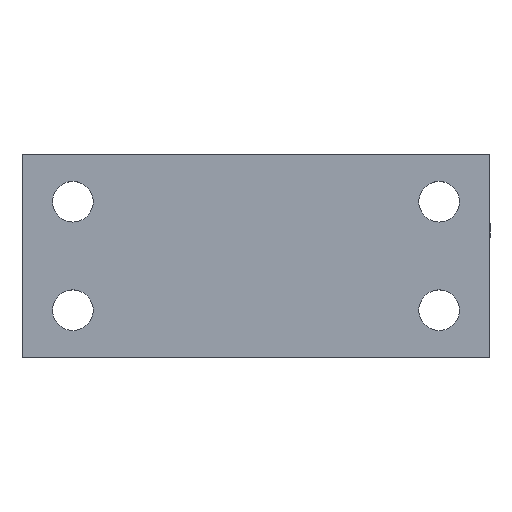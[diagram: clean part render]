
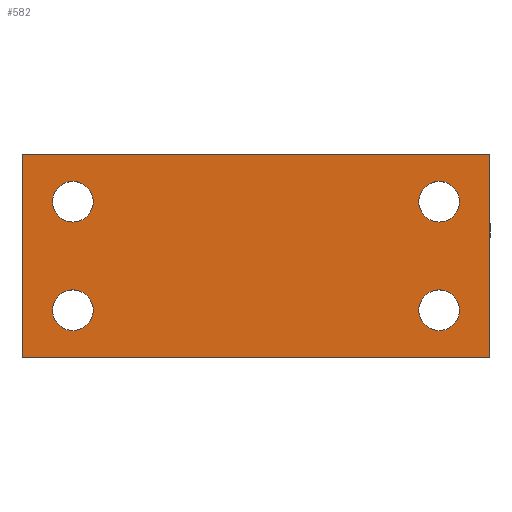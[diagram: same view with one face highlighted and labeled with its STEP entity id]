
A CAD part, top view. The second image highlights one B-rep face of the part: STEP entity #582.
In plain terms, the highlighted planar face has unit normal (0, 0, 1).
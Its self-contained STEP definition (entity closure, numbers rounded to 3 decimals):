
#9 = CIRCLE ( 'NONE', #336, 1.5 ) ;
#11 = ORIENTED_EDGE ( 'NONE', *, *, #408, .T. ) ;
#13 = EDGE_CURVE ( 'NONE', #186, #358, #731, .T. ) ;
#18 = DIRECTION ( 'NONE',  ( -1., 0., 0. ) ) ;
#35 = CARTESIAN_POINT ( 'NONE',  ( -30.5, 92.5, 75. ) ) ;
#37 = VERTEX_POINT ( 'NONE', #505 ) ;
#40 = AXIS2_PLACEMENT_3D ( 'NONE', #51, #624, #265 ) ;
#41 = CARTESIAN_POINT ( 'NONE',  ( -61.25, 96., 75. ) ) ;
#42 = ORIENTED_EDGE ( 'NONE', *, *, #13, .T. ) ;
#43 = CARTESIAN_POINT ( 'NONE',  ( -34.25, 96., 75. ) ) ;
#51 = CARTESIAN_POINT ( 'NONE',  ( -34.25, 104., 75. ) ) ;
#62 = EDGE_LOOP ( 'NONE', ( #652, #706 ) ) ;
#64 = DIRECTION ( 'NONE',  ( 1., 0., 0. ) ) ;
#71 = AXIS2_PLACEMENT_3D ( 'NONE', #43, #129, #148 ) ;
#86 = ORIENTED_EDGE ( 'NONE', *, *, #368, .T. ) ;
#87 = CIRCLE ( 'NONE', #649, 1.5 ) ;
#90 = DIRECTION ( 'NONE',  ( 0., 0., -1. ) ) ;
#91 = EDGE_LOOP ( 'NONE', ( #466, #596 ) ) ;
#127 = EDGE_CURVE ( 'NONE', #251, #605, #526, .T. ) ;
#128 = AXIS2_PLACEMENT_3D ( 'NONE', #433, #90, #549 ) ;
#129 = DIRECTION ( 'NONE',  ( 0., 0., -1. ) ) ;
#133 = CARTESIAN_POINT ( 'NONE',  ( -65., 92.5, 75. ) ) ;
#148 = DIRECTION ( 'NONE',  ( -1., 0., 0. ) ) ;
#152 = CARTESIAN_POINT ( 'NONE',  ( -30.5, 92.5, 75. ) ) ;
#155 = EDGE_CURVE ( 'NONE', #376, #591, #87, .T. ) ;
#161 = PLANE ( 'NONE',  #581 ) ;
#172 = ORIENTED_EDGE ( 'NONE', *, *, #593, .T. ) ;
#182 = VECTOR ( 'NONE', #665, 1000. ) ;
#186 = VERTEX_POINT ( 'NONE', #274 ) ;
#190 = CARTESIAN_POINT ( 'NONE',  ( -59.75, 96., 75. ) ) ;
#207 = CARTESIAN_POINT ( 'NONE',  ( -30.5, 107.5, 75. ) ) ;
#211 = AXIS2_PLACEMENT_3D ( 'NONE', #417, #644, #18 ) ;
#214 = DIRECTION ( 'NONE',  ( 0., -1., 0. ) ) ;
#218 = FACE_BOUND ( 'NONE', #703, .T. ) ;
#222 = LINE ( 'NONE', #152, #566 ) ;
#228 = CIRCLE ( 'NONE', #304, 1.5 ) ;
#237 = CARTESIAN_POINT ( 'NONE',  ( -61.25, 104., 75. ) ) ;
#251 = VERTEX_POINT ( 'NONE', #270 ) ;
#259 = DIRECTION ( 'NONE',  ( -1., 0., 0. ) ) ;
#262 = DIRECTION ( 'NONE',  ( -1., 0., 0. ) ) ;
#265 = DIRECTION ( 'NONE',  ( -1., 0., 0. ) ) ;
#270 = CARTESIAN_POINT ( 'NONE',  ( -35.75, 104., 75. ) ) ;
#272 = CARTESIAN_POINT ( 'NONE',  ( -59.75, 104., 75. ) ) ;
#274 = CARTESIAN_POINT ( 'NONE',  ( -65., 107.5, 75. ) ) ;
#284 = DIRECTION ( 'NONE',  ( 0., 1., 0. ) ) ;
#292 = EDGE_CURVE ( 'NONE', #605, #251, #653, .T. ) ;
#304 = AXIS2_PLACEMENT_3D ( 'NONE', #41, #494, #259 ) ;
#320 = EDGE_LOOP ( 'NONE', ( #658, #537 ) ) ;
#326 = CARTESIAN_POINT ( 'NONE',  ( -57.5, 92.5, 75. ) ) ;
#336 = AXIS2_PLACEMENT_3D ( 'NONE', #237, #441, #262 ) ;
#339 = FACE_BOUND ( 'NONE', #91, .T. ) ;
#348 = VERTEX_POINT ( 'NONE', #190 ) ;
#350 = CIRCLE ( 'NONE', #211, 1.5 ) ;
#358 = VERTEX_POINT ( 'NONE', #133 ) ;
#366 = LINE ( 'NONE', #646, #182 ) ;
#368 = EDGE_CURVE ( 'NONE', #373, #186, #366, .T. ) ;
#373 = VERTEX_POINT ( 'NONE', #207 ) ;
#376 = VERTEX_POINT ( 'NONE', #667 ) ;
#385 = CARTESIAN_POINT ( 'NONE',  ( -65., 92.5, 75. ) ) ;
#394 = CARTESIAN_POINT ( 'NONE',  ( -57.5, 92.5, 75. ) ) ;
#408 = EDGE_CURVE ( 'NONE', #588, #37, #9, .T. ) ;
#413 = VECTOR ( 'NONE', #463, 1000. ) ;
#417 = CARTESIAN_POINT ( 'NONE',  ( -61.25, 104., 75. ) ) ;
#430 = VERTEX_POINT ( 'NONE', #35 ) ;
#433 = CARTESIAN_POINT ( 'NONE',  ( -61.25, 96., 75. ) ) ;
#441 = DIRECTION ( 'NONE',  ( 0., 0., -1. ) ) ;
#451 = LINE ( 'NONE', #394, #413 ) ;
#452 = EDGE_CURVE ( 'NONE', #37, #588, #350, .T. ) ;
#463 = DIRECTION ( 'NONE',  ( 1., 0., 0. ) ) ;
#466 = ORIENTED_EDGE ( 'NONE', *, *, #127, .T. ) ;
#470 = EDGE_CURVE ( 'NONE', #591, #376, #627, .T. ) ;
#476 = VERTEX_POINT ( 'NONE', #529 ) ;
#479 = AXIS2_PLACEMENT_3D ( 'NONE', #692, #569, #512 ) ;
#482 = EDGE_LOOP ( 'NONE', ( #42, #500, #172, #86 ) ) ;
#494 = DIRECTION ( 'NONE',  ( 0., 0., -1. ) ) ;
#500 = ORIENTED_EDGE ( 'NONE', *, *, #640, .T. ) ;
#505 = CARTESIAN_POINT ( 'NONE',  ( -62.75, 104., 75. ) ) ;
#512 = DIRECTION ( 'NONE',  ( -1., 0., 0. ) ) ;
#517 = DIRECTION ( 'NONE',  ( -1., 0., 0. ) ) ;
#518 = CARTESIAN_POINT ( 'NONE',  ( -32.75, 104., 75. ) ) ;
#525 = EDGE_CURVE ( 'NONE', #476, #348, #584, .T. ) ;
#526 = CIRCLE ( 'NONE', #479, 1.5 ) ;
#528 = EDGE_CURVE ( 'NONE', #348, #476, #228, .T. ) ;
#529 = CARTESIAN_POINT ( 'NONE',  ( -62.75, 96., 75. ) ) ;
#537 = ORIENTED_EDGE ( 'NONE', *, *, #470, .T. ) ;
#549 = DIRECTION ( 'NONE',  ( -1., 0., 0. ) ) ;
#566 = VECTOR ( 'NONE', #284, 1000. ) ;
#569 = DIRECTION ( 'NONE',  ( 0., 0., -1. ) ) ;
#570 = CARTESIAN_POINT ( 'NONE',  ( -32.75, 96., 75. ) ) ;
#574 = DIRECTION ( 'NONE',  ( 0., 0., -1. ) ) ;
#575 = FACE_BOUND ( 'NONE', #320, .T. ) ;
#581 = AXIS2_PLACEMENT_3D ( 'NONE', #326, #735, #64 ) ;
#582 = ADVANCED_FACE ( 'NONE', ( #672, #339, #575, #218, #730 ), #161, .T. ) ;
#584 = CIRCLE ( 'NONE', #128, 1.5 ) ;
#588 = VERTEX_POINT ( 'NONE', #272 ) ;
#591 = VERTEX_POINT ( 'NONE', #570 ) ;
#593 = EDGE_CURVE ( 'NONE', #430, #373, #222, .T. ) ;
#596 = ORIENTED_EDGE ( 'NONE', *, *, #292, .T. ) ;
#605 = VERTEX_POINT ( 'NONE', #518 ) ;
#624 = DIRECTION ( 'NONE',  ( 0., 0., -1. ) ) ;
#627 = CIRCLE ( 'NONE', #71, 1.5 ) ;
#640 = EDGE_CURVE ( 'NONE', #358, #430, #451, .T. ) ;
#644 = DIRECTION ( 'NONE',  ( 0., 0., -1. ) ) ;
#646 = CARTESIAN_POINT ( 'NONE',  ( -57.5, 107.5, 75. ) ) ;
#649 = AXIS2_PLACEMENT_3D ( 'NONE', #683, #574, #517 ) ;
#652 = ORIENTED_EDGE ( 'NONE', *, *, #525, .T. ) ;
#653 = CIRCLE ( 'NONE', #40, 1.5 ) ;
#656 = ORIENTED_EDGE ( 'NONE', *, *, #452, .T. ) ;
#658 = ORIENTED_EDGE ( 'NONE', *, *, #155, .T. ) ;
#665 = DIRECTION ( 'NONE',  ( -1., 0., 0. ) ) ;
#667 = CARTESIAN_POINT ( 'NONE',  ( -35.75, 96., 75. ) ) ;
#672 = FACE_BOUND ( 'NONE', #62, .T. ) ;
#683 = CARTESIAN_POINT ( 'NONE',  ( -34.25, 96., 75. ) ) ;
#692 = CARTESIAN_POINT ( 'NONE',  ( -34.25, 104., 75. ) ) ;
#703 = EDGE_LOOP ( 'NONE', ( #656, #11 ) ) ;
#706 = ORIENTED_EDGE ( 'NONE', *, *, #528, .T. ) ;
#721 = VECTOR ( 'NONE', #214, 1000. ) ;
#730 = FACE_OUTER_BOUND ( 'NONE', #482, .T. ) ;
#731 = LINE ( 'NONE', #385, #721 ) ;
#735 = DIRECTION ( 'NONE',  ( 0., 0., 1. ) ) ;
